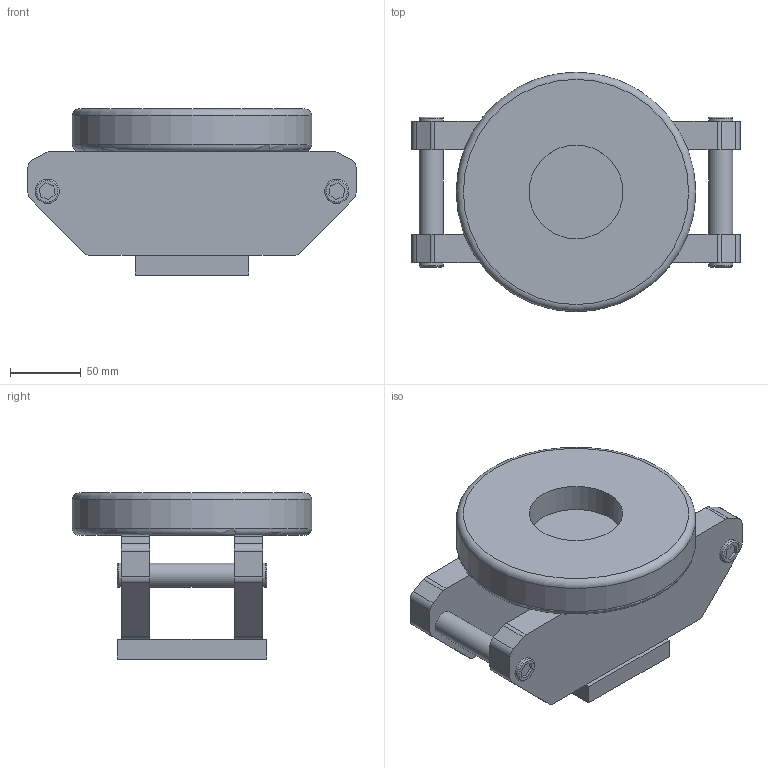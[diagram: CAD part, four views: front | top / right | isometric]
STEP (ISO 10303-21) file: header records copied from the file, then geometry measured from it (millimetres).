
FILE_DESCRIPTION(/* description */ ('STEP AP214'),/* implementation_level */ '2;1');
FILE_NAME(/* name */ '632f437be78f7d4bf8e854f9',/* time_stamp */ '2022-09-24T17:50:52+00:00',/* author */ (''),/* organization */ (''),/* preprocessor_version */ 'ST-DEVELOPER v18.102',/* originating_system */ ' ',/* authorisation */ ' ');
FILE_SCHEMA (('AUTOMOTIVE_DESIGN {1 0 10303 214 3 1 1}'));
Length unit declared in the file: metre
Products named in the file (1): Gripper Head
Bounding box: 232.23 x 169.38 x 117.65 mm (x, y, z)
Volume: 1361483.7 mm3; surface area: 157161.2 mm2
Topology: 1 solids, 1 shells, 99 faces, 253 edges, 163 vertices
Faces by surface type: plane 69, cylinder 24, torus 6
Full cylindrical faces by diameter (mm): 17.235 x6, 66.285 x1, 169.383 x1
Entity records: 2890 total; most frequent: DIRECTION 494, CARTESIAN_POINT 490, ORIENTED_EDGE 466, EDGE_CURVE 233, LINE 172, VECTOR 172, AXIS2_PLACEMENT_3D 161, VERTEX_POINT 157
